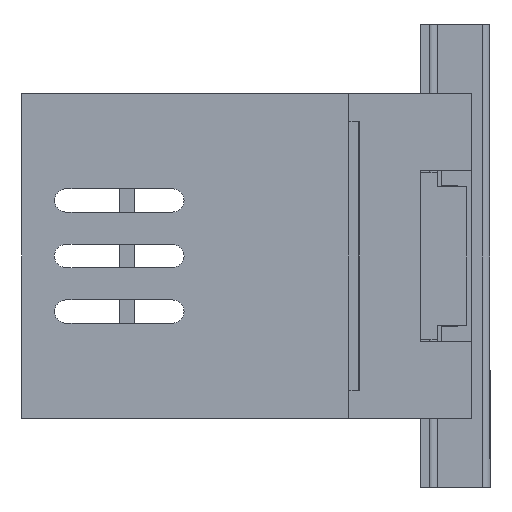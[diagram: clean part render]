
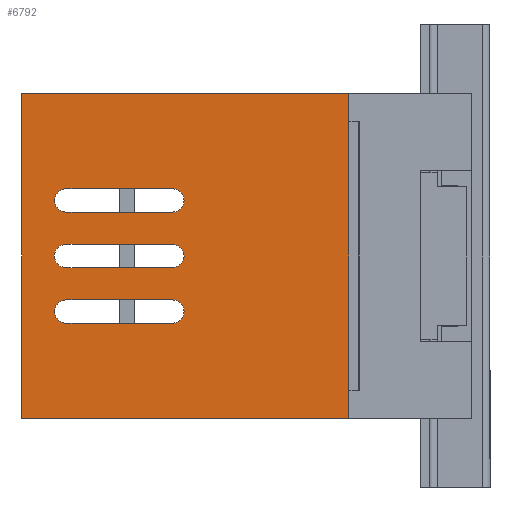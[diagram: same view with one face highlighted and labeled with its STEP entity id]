
A CAD part, left-side view. The second image highlights one B-rep face of the part: STEP entity #6792.
In plain terms, the highlighted planar face has unit normal (-1, 0, 0).
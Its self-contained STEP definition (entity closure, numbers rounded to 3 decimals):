
#147 = VECTOR ( 'NONE', #14505, 1000. ) ;
#229 = EDGE_CURVE ( 'NONE', #1177, #3393, #8631, .T. ) ;
#356 = DIRECTION ( 'NONE',  ( 1., 0., 0. ) ) ;
#678 = VERTEX_POINT ( 'NONE', #18306 ) ;
#970 = CIRCLE ( 'NONE', #7544, 1.25 ) ;
#1166 = CARTESIAN_POINT ( 'NONE',  ( -55., 19.05, -1.25 ) ) ;
#1177 = VERTEX_POINT ( 'NONE', #1166 ) ;
#1518 = LINE ( 'NONE', #16213, #18513 ) ;
#1533 = VERTEX_POINT ( 'NONE', #13681 ) ;
#1794 = CIRCLE ( 'NONE', #21022, 1.25 ) ;
#1885 = VERTEX_POINT ( 'NONE', #18758 ) ;
#2092 = VERTEX_POINT ( 'NONE', #10279 ) ;
#2319 = CARTESIAN_POINT ( 'NONE',  ( -55., 19.05, 0. ) ) ;
#2395 = DIRECTION ( 'NONE',  ( 1., 0., 0. ) ) ;
#3089 = LINE ( 'NONE', #14862, #12291 ) ;
#3246 = ORIENTED_EDGE ( 'NONE', *, *, #20584, .T. ) ;
#3345 = ORIENTED_EDGE ( 'NONE', *, *, #23327, .T. ) ;
#3393 = VERTEX_POINT ( 'NONE', #23277 ) ;
#3496 = CARTESIAN_POINT ( 'NONE',  ( -55., 30.55, -6. ) ) ;
#3575 = EDGE_CURVE ( 'NONE', #5871, #13270, #23567, .T. ) ;
#3626 = ORIENTED_EDGE ( 'NONE', *, *, #4039, .T. ) ;
#3916 = CARTESIAN_POINT ( 'NONE',  ( -55., 30.55, 4.75 ) ) ;
#3941 = VERTEX_POINT ( 'NONE', #9222 ) ;
#4039 = EDGE_CURVE ( 'NONE', #3393, #9681, #18418, .T. ) ;
#4154 = DIRECTION ( 'NONE',  ( 0., 1., 0. ) ) ;
#4642 = AXIS2_PLACEMENT_3D ( 'NONE', #13165, #20413, #9411 ) ;
#5058 = VERTEX_POINT ( 'NONE', #16235 ) ;
#5140 = EDGE_CURVE ( 'NONE', #1885, #17621, #3089, .T. ) ;
#5164 = EDGE_LOOP ( 'NONE', ( #14738, #3626, #22417, #3246 ) ) ;
#5340 = DIRECTION ( 'NONE',  ( 0., 0., -1. ) ) ;
#5443 = VERTEX_POINT ( 'NONE', #6374 ) ;
#5825 = DIRECTION ( 'NONE',  ( 0., 0., -1. ) ) ;
#5871 = VERTEX_POINT ( 'NONE', #21256 ) ;
#5951 = AXIS2_PLACEMENT_3D ( 'NONE', #10928, #12765, #12850 ) ;
#6019 = VECTOR ( 'NONE', #13473, 1000. ) ;
#6117 = FACE_OUTER_BOUND ( 'NONE', #18554, .T. ) ;
#6190 = EDGE_CURVE ( 'NONE', #17621, #1533, #970, .T. ) ;
#6374 = CARTESIAN_POINT ( 'NONE',  ( -55., 35.3, 17.5 ) ) ;
#6410 = CARTESIAN_POINT ( 'NONE',  ( -55., 19.05, 7.25 ) ) ;
#6732 = VECTOR ( 'NONE', #17597, 1000. ) ;
#6792 = ADVANCED_FACE ( 'NONE', ( #18236, #12754, #9595, #6117 ), #7192, .F. ) ;
#7192 = PLANE ( 'NONE',  #18275 ) ;
#7252 = CARTESIAN_POINT ( 'NONE',  ( -55., 35.3, -17.5 ) ) ;
#7278 = EDGE_CURVE ( 'NONE', #13174, #5443, #1518, .T. ) ;
#7349 = VECTOR ( 'NONE', #10968, 1000. ) ;
#7544 = AXIS2_PLACEMENT_3D ( 'NONE', #11348, #356, #13184 ) ;
#7790 = CARTESIAN_POINT ( 'NONE',  ( -55., 19.05, -4.75 ) ) ;
#7918 = CARTESIAN_POINT ( 'NONE',  ( -55., 30.55, -4.75 ) ) ;
#8240 = VECTOR ( 'NONE', #16948, 1000. ) ;
#8631 = LINE ( 'NONE', #16785, #16110 ) ;
#8786 = EDGE_CURVE ( 'NONE', #2092, #1885, #9511, .T. ) ;
#9222 = CARTESIAN_POINT ( 'NONE',  ( -55., 0., -17.5 ) ) ;
#9330 = LINE ( 'NONE', #10131, #6732 ) ;
#9371 = ORIENTED_EDGE ( 'NONE', *, *, #16654, .T. ) ;
#9377 = ORIENTED_EDGE ( 'NONE', *, *, #6190, .T. ) ;
#9411 = DIRECTION ( 'NONE',  ( 0., 0., -1. ) ) ;
#9511 = CIRCLE ( 'NONE', #4642, 1.25 ) ;
#9595 = FACE_BOUND ( 'NONE', #16245, .T. ) ;
#9681 = VERTEX_POINT ( 'NONE', #10415 ) ;
#9770 = EDGE_CURVE ( 'NONE', #14626, #5871, #12052, .T. ) ;
#9882 = DIRECTION ( 'NONE',  ( 0., 0., -1. ) ) ;
#9973 = CIRCLE ( 'NONE', #5951, 1.25 ) ;
#10060 = DIRECTION ( 'NONE',  ( 0., -1., 0. ) ) ;
#10131 = CARTESIAN_POINT ( 'NONE',  ( -55., 30.55, 1.25 ) ) ;
#10279 = CARTESIAN_POINT ( 'NONE',  ( -55., 30.55, 4.75 ) ) ;
#10415 = CARTESIAN_POINT ( 'NONE',  ( -55., 30.55, 1.25 ) ) ;
#10928 = CARTESIAN_POINT ( 'NONE',  ( -55., 19.05, -6. ) ) ;
#10968 = DIRECTION ( 'NONE',  ( 0., -1., 0. ) ) ;
#11300 = DIRECTION ( 'NONE',  ( 0., 0., -1. ) ) ;
#11348 = CARTESIAN_POINT ( 'NONE',  ( -55., 19.05, 6. ) ) ;
#11680 = ORIENTED_EDGE ( 'NONE', *, *, #12441, .T. ) ;
#11727 = DIRECTION ( 'NONE',  ( 0., -1., 0. ) ) ;
#12052 = CIRCLE ( 'NONE', #22232, 1.25 ) ;
#12291 = VECTOR ( 'NONE', #11727, 1000. ) ;
#12386 = DIRECTION ( 'NONE',  ( 0., 1., 0. ) ) ;
#12441 = EDGE_CURVE ( 'NONE', #5058, #14626, #13072, .T. ) ;
#12551 = ORIENTED_EDGE ( 'NONE', *, *, #14778, .T. ) ;
#12732 = DIRECTION ( 'NONE',  ( 1., 0., 0. ) ) ;
#12749 = DIRECTION ( 'NONE',  ( 1., 0., 0. ) ) ;
#12754 = FACE_BOUND ( 'NONE', #5164, .T. ) ;
#12765 = DIRECTION ( 'NONE',  ( 1., 0., 0. ) ) ;
#12850 = DIRECTION ( 'NONE',  ( 0., 0., -1. ) ) ;
#13072 = LINE ( 'NONE', #14067, #16550 ) ;
#13142 = LINE ( 'NONE', #3916, #8240 ) ;
#13165 = CARTESIAN_POINT ( 'NONE',  ( -55., 30.55, 6. ) ) ;
#13174 = VERTEX_POINT ( 'NONE', #20135 ) ;
#13184 = DIRECTION ( 'NONE',  ( 0., 0., -1. ) ) ;
#13270 = VERTEX_POINT ( 'NONE', #7790 ) ;
#13473 = DIRECTION ( 'NONE',  ( 0., -1., 0. ) ) ;
#13681 = CARTESIAN_POINT ( 'NONE',  ( -55., 19.05, 4.75 ) ) ;
#14067 = CARTESIAN_POINT ( 'NONE',  ( -55., 30.55, -7.25 ) ) ;
#14268 = CARTESIAN_POINT ( 'NONE',  ( -55., 0., 17.5 ) ) ;
#14332 = EDGE_CURVE ( 'NONE', #1533, #2092, #13142, .T. ) ;
#14505 = DIRECTION ( 'NONE',  ( 0., 0., 1. ) ) ;
#14626 = VERTEX_POINT ( 'NONE', #19653 ) ;
#14738 = ORIENTED_EDGE ( 'NONE', *, *, #229, .T. ) ;
#14778 = EDGE_CURVE ( 'NONE', #13174, #3941, #20038, .T. ) ;
#14862 = CARTESIAN_POINT ( 'NONE',  ( -55., 30.55, 7.25 ) ) ;
#15067 = ORIENTED_EDGE ( 'NONE', *, *, #7278, .F. ) ;
#15851 = EDGE_LOOP ( 'NONE', ( #16839, #22878, #19593, #9377 ) ) ;
#15951 = LINE ( 'NONE', #18220, #147 ) ;
#15998 = EDGE_CURVE ( 'NONE', #9681, #678, #9330, .T. ) ;
#16110 = VECTOR ( 'NONE', #4154, 1000. ) ;
#16213 = CARTESIAN_POINT ( 'NONE',  ( -55., 35.3, 17.5 ) ) ;
#16235 = CARTESIAN_POINT ( 'NONE',  ( -55., 19.05, -7.25 ) ) ;
#16245 = EDGE_LOOP ( 'NONE', ( #11680, #21734, #22339, #3345 ) ) ;
#16550 = VECTOR ( 'NONE', #12386, 1000. ) ;
#16654 = EDGE_CURVE ( 'NONE', #3941, #19780, #15951, .T. ) ;
#16785 = CARTESIAN_POINT ( 'NONE',  ( -55., 30.55, -1.25 ) ) ;
#16839 = ORIENTED_EDGE ( 'NONE', *, *, #14332, .T. ) ;
#16948 = DIRECTION ( 'NONE',  ( 0., 1., 0. ) ) ;
#17088 = CARTESIAN_POINT ( 'NONE',  ( -55., 30.55, 0. ) ) ;
#17531 = AXIS2_PLACEMENT_3D ( 'NONE', #17088, #22470, #11300 ) ;
#17597 = DIRECTION ( 'NONE',  ( 0., -1., 0. ) ) ;
#17602 = EDGE_CURVE ( 'NONE', #5443, #19780, #17898, .T. ) ;
#17621 = VERTEX_POINT ( 'NONE', #6410 ) ;
#17846 = DIRECTION ( 'NONE',  ( 0., 0., 1. ) ) ;
#17898 = LINE ( 'NONE', #21051, #20756 ) ;
#18220 = CARTESIAN_POINT ( 'NONE',  ( -55., 0., 17.5 ) ) ;
#18236 = FACE_BOUND ( 'NONE', #15851, .T. ) ;
#18275 = AXIS2_PLACEMENT_3D ( 'NONE', #23734, #12749, #5825 ) ;
#18306 = CARTESIAN_POINT ( 'NONE',  ( -55., 19.05, 1.25 ) ) ;
#18418 = CIRCLE ( 'NONE', #17531, 1.25 ) ;
#18513 = VECTOR ( 'NONE', #17846, 1000. ) ;
#18554 = EDGE_LOOP ( 'NONE', ( #9371, #22778, #15067, #12551 ) ) ;
#18758 = CARTESIAN_POINT ( 'NONE',  ( -55., 30.55, 7.25 ) ) ;
#19593 = ORIENTED_EDGE ( 'NONE', *, *, #5140, .T. ) ;
#19653 = CARTESIAN_POINT ( 'NONE',  ( -55., 30.55, -7.25 ) ) ;
#19780 = VERTEX_POINT ( 'NONE', #14268 ) ;
#20038 = LINE ( 'NONE', #7252, #7349 ) ;
#20135 = CARTESIAN_POINT ( 'NONE',  ( -55., 35.3, -17.5 ) ) ;
#20413 = DIRECTION ( 'NONE',  ( 1., 0., 0. ) ) ;
#20584 = EDGE_CURVE ( 'NONE', #678, #1177, #1794, .T. ) ;
#20756 = VECTOR ( 'NONE', #10060, 1000. ) ;
#21022 = AXIS2_PLACEMENT_3D ( 'NONE', #2319, #2395, #9882 ) ;
#21051 = CARTESIAN_POINT ( 'NONE',  ( -55., 35.3, 17.5 ) ) ;
#21256 = CARTESIAN_POINT ( 'NONE',  ( -55., 30.55, -4.75 ) ) ;
#21734 = ORIENTED_EDGE ( 'NONE', *, *, #9770, .T. ) ;
#22232 = AXIS2_PLACEMENT_3D ( 'NONE', #3496, #12732, #5340 ) ;
#22339 = ORIENTED_EDGE ( 'NONE', *, *, #3575, .T. ) ;
#22417 = ORIENTED_EDGE ( 'NONE', *, *, #15998, .T. ) ;
#22470 = DIRECTION ( 'NONE',  ( 1., 0., 0. ) ) ;
#22778 = ORIENTED_EDGE ( 'NONE', *, *, #17602, .F. ) ;
#22878 = ORIENTED_EDGE ( 'NONE', *, *, #8786, .T. ) ;
#23277 = CARTESIAN_POINT ( 'NONE',  ( -55., 30.55, -1.25 ) ) ;
#23327 = EDGE_CURVE ( 'NONE', #13270, #5058, #9973, .T. ) ;
#23567 = LINE ( 'NONE', #7918, #6019 ) ;
#23734 = CARTESIAN_POINT ( 'NONE',  ( -55., 35.3, 17.5 ) ) ;
